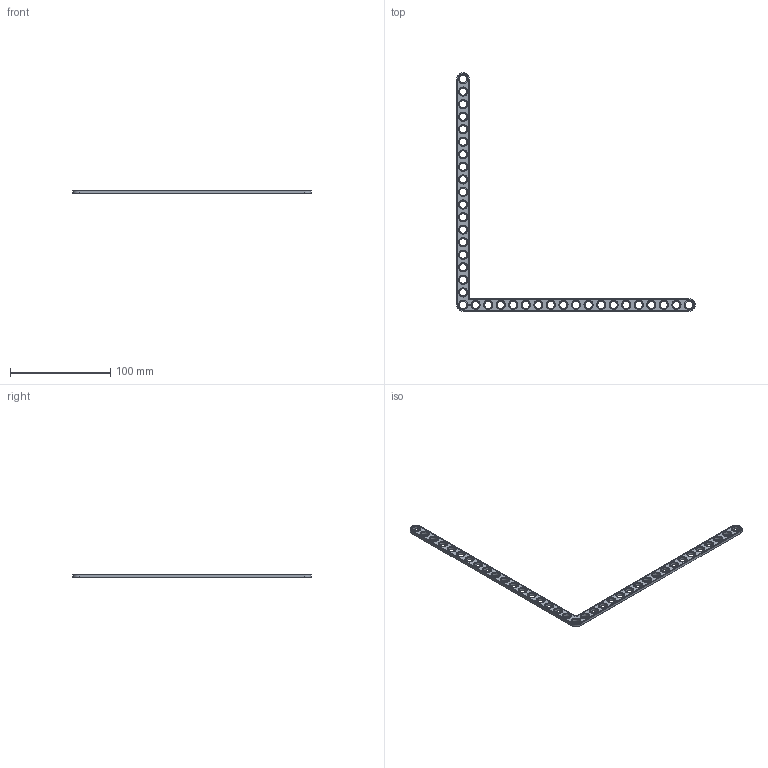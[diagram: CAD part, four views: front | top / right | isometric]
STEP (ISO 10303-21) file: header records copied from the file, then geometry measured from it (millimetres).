
FILE_DESCRIPTION(('FreeCAD Model'),'2;1');
FILE_NAME('Open CASCADE Shape Model','2024-02-09T22:39:08',(''),(''), 'Open CASCADE STEP processor 7.6','FreeCAD','Unknown');
FILE_SCHEMA(('AUTOMOTIVE_DESIGN { 1 0 10303 214 1 1 1 1 }'));
Length unit declared in the file: millimetre
Products named in the file (1): Brace AGD 90 SYM ERR BU19x00.25 - SPN-BRC-0627 (stemfie.org)
Bounding box: 237.5 x 237.5 x 3.12 mm (x, y, z)
Volume: 12875.5 mm3; surface area: 13894.6 mm2
Topology: 1 solids, 1 shells, 717 faces, 1844 edges, 1200 vertices
Faces by surface type: plane 365, extrusion 192, cone 80, cylinder 80
Full cylindrical faces by diameter (mm): 7 x37, 9.2 x37
Entity records: 47258 total; most frequent: CARTESIAN_POINT 11237, DIRECTION 5982, VECTOR 4327, LINE 4135, ORIENTED_EDGE 3688, PCURVE 3688, DEFINITIONAL_REPRESENTATION 3688, EDGE_CURVE 1844
